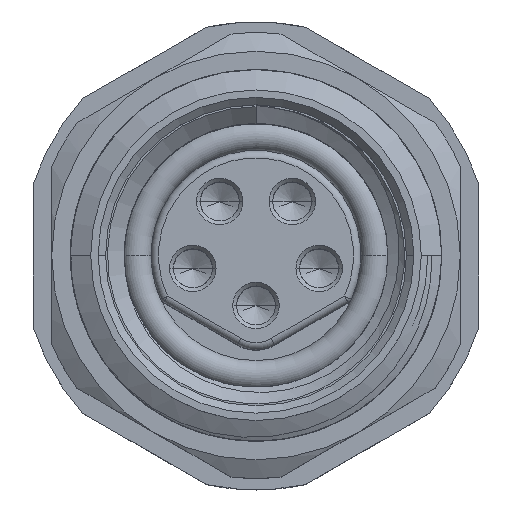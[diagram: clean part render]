
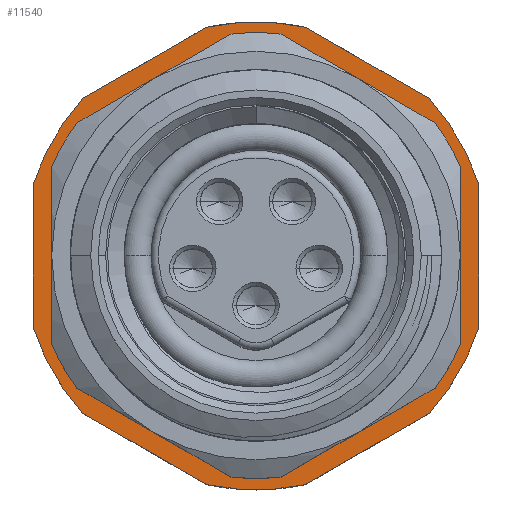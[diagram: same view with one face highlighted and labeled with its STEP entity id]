
A CAD part, top view. The second image highlights one B-rep face of the part: STEP entity #11540.
In plain terms, the highlighted planar face has unit normal (0, 0, 1).
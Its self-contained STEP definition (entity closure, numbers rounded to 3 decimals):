
#5554=CARTESIAN_POINT('',(0.,0.,-3.8));
#5555=DIRECTION('',(0.,0.,-1.));
#5556=DIRECTION('',(0.212,-0.977,0.));
#5557=AXIS2_PLACEMENT_3D('',#5554,#5555,#5556);
#5559=DIRECTION('',(-0.866,0.5,0.));
#5560=VECTOR('',#5559,3.842);
#5561=CARTESIAN_POINT('',(-1.336,-6.157,-3.8));
#5562=LINE('',#5561,#5560);
#5563=CARTESIAN_POINT('',(0.,0.,-3.8));
#5564=DIRECTION('',(0.,0.,-1.));
#5565=DIRECTION('',(-0.74,-0.672,0.));
#5566=AXIS2_PLACEMENT_3D('',#5563,#5564,#5565);
#5568=DIRECTION('',(0.,1.,0.));
#5569=VECTOR('',#5568,3.842);
#5570=CARTESIAN_POINT('',(-6.,-1.921,-3.8));
#5571=LINE('',#5570,#5569);
#5572=CARTESIAN_POINT('',(0.,0.,-3.8));
#5573=DIRECTION('',(0.,0.,-1.));
#5574=DIRECTION('',(-0.952,0.305,0.));
#5575=AXIS2_PLACEMENT_3D('',#5572,#5573,#5574);
#5577=DIRECTION('',(0.866,0.5,0.));
#5578=VECTOR('',#5577,3.842);
#5579=CARTESIAN_POINT('',(-4.664,4.236,-3.8));
#5580=LINE('',#5579,#5578);
#5581=CARTESIAN_POINT('',(0.,0.,-3.8));
#5582=DIRECTION('',(0.,0.,-1.));
#5583=DIRECTION('',(-0.212,0.977,0.));
#5584=AXIS2_PLACEMENT_3D('',#5581,#5582,#5583);
#5586=DIRECTION('',(0.866,-0.5,0.));
#5587=VECTOR('',#5586,3.842);
#5588=CARTESIAN_POINT('',(1.336,6.157,-3.8));
#5589=LINE('',#5588,#5587);
#5590=CARTESIAN_POINT('',(0.,0.,-3.8));
#5591=DIRECTION('',(0.,0.,-1.));
#5592=DIRECTION('',(0.74,0.672,0.));
#5593=AXIS2_PLACEMENT_3D('',#5590,#5591,#5592);
#5595=DIRECTION('',(0.,-1.,0.));
#5596=VECTOR('',#5595,3.842);
#5597=CARTESIAN_POINT('',(6.,1.921,-3.8));
#5598=LINE('',#5597,#5596);
#5599=CARTESIAN_POINT('',(0.,0.,-3.8));
#5600=DIRECTION('',(0.,0.,-1.));
#5601=DIRECTION('',(0.952,-0.305,0.));
#5602=AXIS2_PLACEMENT_3D('',#5599,#5600,#5601);
#5604=DIRECTION('',(-0.866,-0.5,0.));
#5605=VECTOR('',#5604,3.842);
#5606=CARTESIAN_POINT('',(4.664,-4.236,-3.8));
#5607=LINE('',#5606,#5605);
#5608=CARTESIAN_POINT('',(0.,0.,-3.8));
#5609=DIRECTION('',(0.,0.,1.));
#5610=DIRECTION('',(1.,0.,0.));
#5611=AXIS2_PLACEMENT_3D('',#5608,#5609,#5610);
#5613=CARTESIAN_POINT('',(0.,0.,-3.8));
#5614=DIRECTION('',(0.,0.,1.));
#5615=DIRECTION('',(-1.,0.,0.));
#5616=AXIS2_PLACEMENT_3D('',#5613,#5614,#5615);
#8928=CARTESIAN_POINT('',(1.336,-6.157,-3.8));
#8929=CARTESIAN_POINT('',(-1.336,-6.157,-3.8));
#8930=VERTEX_POINT('',#8928);
#8931=VERTEX_POINT('',#8929);
#8932=CARTESIAN_POINT('',(-4.664,-4.236,-3.8));
#8933=VERTEX_POINT('',#8932);
#8934=CARTESIAN_POINT('',(-6.,-1.921,-3.8));
#8935=VERTEX_POINT('',#8934);
#8936=CARTESIAN_POINT('',(-6.,1.921,-3.8));
#8937=VERTEX_POINT('',#8936);
#8938=CARTESIAN_POINT('',(-4.664,4.236,-3.8));
#8939=VERTEX_POINT('',#8938);
#8940=CARTESIAN_POINT('',(-1.336,6.157,-3.8));
#8941=VERTEX_POINT('',#8940);
#8942=CARTESIAN_POINT('',(1.336,6.157,-3.8));
#8943=VERTEX_POINT('',#8942);
#8944=CARTESIAN_POINT('',(4.664,4.236,-3.8));
#8945=VERTEX_POINT('',#8944);
#8946=CARTESIAN_POINT('',(6.,1.921,-3.8));
#8947=VERTEX_POINT('',#8946);
#8948=CARTESIAN_POINT('',(6.,-1.921,-3.8));
#8949=VERTEX_POINT('',#8948);
#8950=CARTESIAN_POINT('',(4.664,-4.236,-3.8));
#8951=VERTEX_POINT('',#8950);
#8978=CARTESIAN_POINT('',(4.7,0.,-3.8));
#8979=CARTESIAN_POINT('',(-4.7,0.,-3.8));
#8980=VERTEX_POINT('',#8978);
#8981=VERTEX_POINT('',#8979);
#11504=CARTESIAN_POINT('',(0.,0.,-3.8));
#11505=DIRECTION('',(0.,0.,-1.));
#11506=DIRECTION('',(1.,0.,0.));
#11507=AXIS2_PLACEMENT_3D('',#11504,#11505,#11506);
#11508=PLANE('',#11507);
#11510=ORIENTED_EDGE('',*,*,#11509,.T.);
#11512=ORIENTED_EDGE('',*,*,#11511,.T.);
#11514=ORIENTED_EDGE('',*,*,#11513,.T.);
#11516=ORIENTED_EDGE('',*,*,#11515,.T.);
#11518=ORIENTED_EDGE('',*,*,#11517,.T.);
#11520=ORIENTED_EDGE('',*,*,#11519,.T.);
#11522=ORIENTED_EDGE('',*,*,#11521,.T.);
#11524=ORIENTED_EDGE('',*,*,#11523,.T.);
#11526=ORIENTED_EDGE('',*,*,#11525,.T.);
#11528=ORIENTED_EDGE('',*,*,#11527,.T.);
#11530=ORIENTED_EDGE('',*,*,#11529,.T.);
#11532=ORIENTED_EDGE('',*,*,#11531,.T.);
#11533=EDGE_LOOP('',(#11510,#11512,#11514,#11516,#11518,#11520,#11522,#11524,
#11526,#11528,#11530,#11532));
#11534=FACE_OUTER_BOUND('',#11533,.F.);
#11535=ORIENTED_EDGE('',*,*,#11494,.T.);
#11537=ORIENTED_EDGE('',*,*,#11536,.T.);
#11538=EDGE_LOOP('',(#11535,#11537));
#11539=FACE_BOUND('',#11538,.F.);
#5558=CIRCLE('',#5557,6.3);
#5567=CIRCLE('',#5566,6.3);
#5576=CIRCLE('',#5575,6.3);
#5585=CIRCLE('',#5584,6.3);
#5594=CIRCLE('',#5593,6.3);
#5603=CIRCLE('',#5602,6.3);
#5612=CIRCLE('',#5611,4.7);
#5617=CIRCLE('',#5616,4.7);
#11494=EDGE_CURVE('',#8980,#8981,#5612,.T.);
#11509=EDGE_CURVE('',#8930,#8931,#5558,.T.);
#11511=EDGE_CURVE('',#8931,#8933,#5562,.T.);
#11513=EDGE_CURVE('',#8933,#8935,#5567,.T.);
#11515=EDGE_CURVE('',#8935,#8937,#5571,.T.);
#11517=EDGE_CURVE('',#8937,#8939,#5576,.T.);
#11519=EDGE_CURVE('',#8939,#8941,#5580,.T.);
#11521=EDGE_CURVE('',#8941,#8943,#5585,.T.);
#11523=EDGE_CURVE('',#8943,#8945,#5589,.T.);
#11525=EDGE_CURVE('',#8945,#8947,#5594,.T.);
#11527=EDGE_CURVE('',#8947,#8949,#5598,.T.);
#11529=EDGE_CURVE('',#8949,#8951,#5603,.T.);
#11531=EDGE_CURVE('',#8951,#8930,#5607,.T.);
#11536=EDGE_CURVE('',#8981,#8980,#5617,.T.);
#11540=ADVANCED_FACE('',(#11534,#11539),#11508,.F.);
